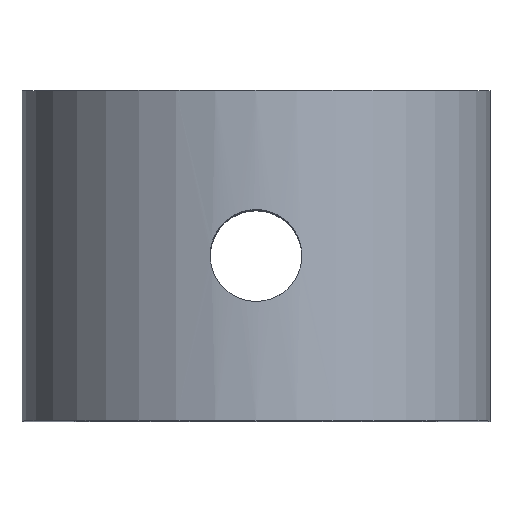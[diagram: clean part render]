
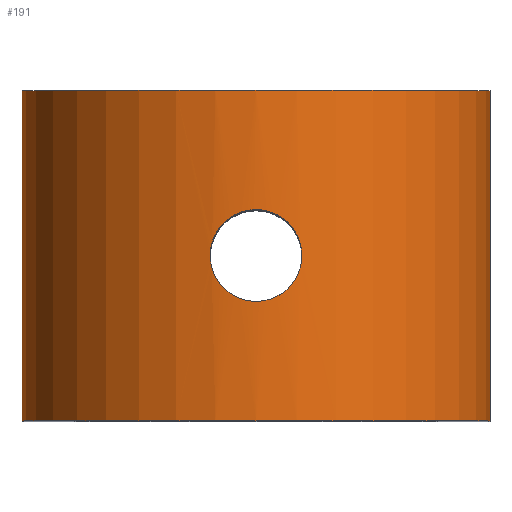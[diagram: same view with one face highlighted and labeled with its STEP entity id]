
A CAD part, top view. The second image highlights one B-rep face of the part: STEP entity #191.
In plain terms, the highlighted cylindrical face has radius 13.25 mm (diameter 26.5 mm), a partial arc.
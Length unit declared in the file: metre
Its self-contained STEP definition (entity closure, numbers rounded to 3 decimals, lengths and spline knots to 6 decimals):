
#12=B_SPLINE_CURVE_WITH_KNOTS('',3,(#304,#305,#306,#307,#308,#309,#310,
#311,#312,#313,#314),.UNSPECIFIED.,.T.,.F.,(1,1,1,1,1,1,1,1,1,1,1,1,1,1,
1),(-0.006111,-0.004074,-0.002037,0.,
0.002037,0.004074,0.006111,0.008148,
0.010184,0.012221,0.014258,0.016295,
0.018332,0.020369,0.022406),.UNSPECIFIED.);
#18=CYLINDRICAL_SURFACE('',#219,0.01325);
#26=LINE('',#287,#34);
#29=LINE('',#298,#37);
#34=VECTOR('',#239,1.);
#37=VECTOR('',#248,1.);
#51=ORIENTED_EDGE('',*,*,#95,.T.);
#52=ORIENTED_EDGE('',*,*,#92,.F.);
#53=ORIENTED_EDGE('',*,*,#96,.F.);
#54=ORIENTED_EDGE('',*,*,#87,.T.);
#55=ORIENTED_EDGE('',*,*,#97,.T.);
#87=EDGE_CURVE('',#110,#109,#26,.F.);
#92=EDGE_CURVE('',#114,#115,#29,.F.);
#95=EDGE_CURVE('',#117,#117,#12,.T.);
#96=EDGE_CURVE('',#110,#114,#129,.T.);
#97=EDGE_CURVE('',#109,#115,#130,.T.);
#109=VERTEX_POINT('',#286);
#110=VERTEX_POINT('',#288);
#114=VERTEX_POINT('',#297);
#115=VERTEX_POINT('',#299);
#117=VERTEX_POINT('',#315);
#129=CIRCLE('',#220,0.01325);
#130=CIRCLE('',#221,0.01325);
#137=EDGE_LOOP('',(#51));
#138=EDGE_LOOP('',(#52,#53,#54,#55));
#163=FACE_BOUND('',#137,.T.);
#164=FACE_BOUND('',#138,.T.);
#191=ADVANCED_FACE('',(#163,#164),#18,.T.);
#219=AXIS2_PLACEMENT_3D('',#303,#252,#253);
#220=AXIS2_PLACEMENT_3D('',#316,#254,#255);
#221=AXIS2_PLACEMENT_3D('',#317,#256,#257);
#239=DIRECTION('',(0.,-1.,0.));
#248=DIRECTION('',(0.,-1.,0.));
#252=DIRECTION('',(0.,-1.,0.));
#253=DIRECTION('',(1.,0.,0.));
#254=DIRECTION('',(0.,-1.,0.));
#255=DIRECTION('',(1.,0.,0.));
#256=DIRECTION('',(0.,-1.,0.));
#257=DIRECTION('',(1.,0.,0.));
#286=CARTESIAN_POINT('',(0.01325,0.00935,0.0195));
#287=CARTESIAN_POINT('',(0.01325,-0.00785,0.0195));
#288=CARTESIAN_POINT('',(0.01325,-0.00935,0.0195));
#297=CARTESIAN_POINT('',(-0.01325,-0.00935,0.0195));
#298=CARTESIAN_POINT('',(-0.01325,-0.00785,0.0195));
#299=CARTESIAN_POINT('',(-0.01325,0.00935,0.0195));
#303=CARTESIAN_POINT('',(0.,-0.00785,0.0195));
#304=CARTESIAN_POINT('',(0.002036,0.002039,0.032623));
#305=CARTESIAN_POINT('',(0.002882,0.,0.032427));
#306=CARTESIAN_POINT('',(0.002036,-0.002038,0.032623));
#307=CARTESIAN_POINT('',(0.000003,-0.002881,0.032814));
#308=CARTESIAN_POINT('',(-0.002038,-0.002038,0.032623));
#309=CARTESIAN_POINT('',(-0.002881,-0.000001,0.032427));
#310=CARTESIAN_POINT('',(-0.00204,0.002035,0.032622));
#311=CARTESIAN_POINT('',(-0.000002,0.002881,0.032814));
#312=CARTESIAN_POINT('',(0.002036,0.002039,0.032623));
#313=CARTESIAN_POINT('',(0.002882,0.,0.032427));
#314=CARTESIAN_POINT('',(0.002036,-0.002038,0.032623));
#315=CARTESIAN_POINT('',(0.0026,0.,0.032492));
#316=CARTESIAN_POINT('',(0.,-0.00935,0.0195));
#317=CARTESIAN_POINT('',(0.,0.00935,0.0195));
